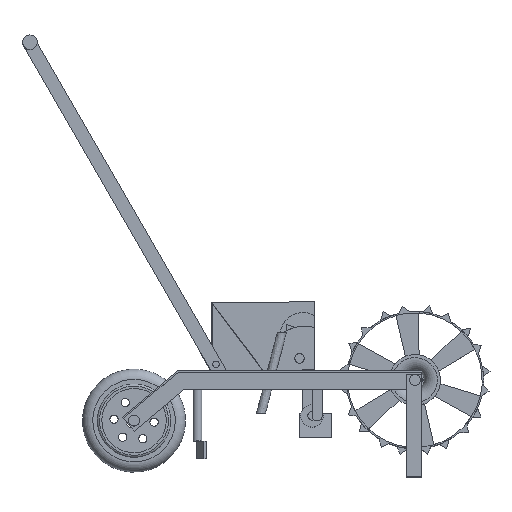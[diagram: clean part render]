
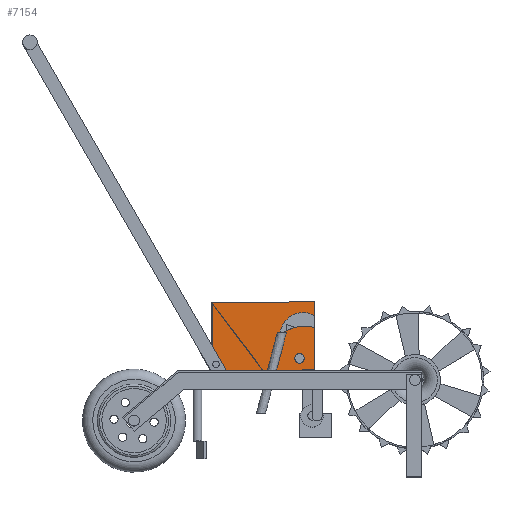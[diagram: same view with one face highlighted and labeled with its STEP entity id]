
A CAD part, top view. The second image highlights one B-rep face of the part: STEP entity #7154.
In plain terms, the highlighted planar face has unit normal (0, 0, 1).
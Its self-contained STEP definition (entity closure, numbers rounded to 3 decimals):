
#6805=CARTESIAN_POINT('',(119.06,-64.2,100.0));
#6806=VERTEX_POINT('',#6805);
#6807=CARTESIAN_POINT('',(105.25,-64.2,100.0));
#6808=DIRECTION('',(-0.0,-0.0,-1.0));
#6809=DIRECTION('',(-1.0,0.0,0.0));
#6810=AXIS2_PLACEMENT_3D('',#6807,#6808,#6809);
#6811=CIRCLE('',#6810,13.81);
#6812=EDGE_CURVE('n� 137',#6806,#6806,#6811,.T.);
#6964=CARTESIAN_POINT('',(58.256,10.533,100.0));
#6965=VERTEX_POINT('',#6964);
#6972=CARTESIAN_POINT('',(150.0,25.283,100.0));
#6973=VERTEX_POINT('',#6972);
#6974=CARTESIAN_POINT('',(119.061,-74.973,100.0));
#6975=DIRECTION('',(0.0,0.0,1.0));
#6976=DIRECTION('',(-0.295,-0.956,0.0));
#6977=AXIS2_PLACEMENT_3D('',#6974,#6975,#6976);
#6978=CIRCLE('',#6977,104.921);
#6979=EDGE_CURVE('n� 311',#6973,#6965,#6978,.T.);
#7005=CARTESIAN_POINT('',(150.0,59.751,100.0));
#7006=VERTEX_POINT('',#7005);
#7013=CARTESIAN_POINT('',(49.445,15.433,100.0));
#7014=VERTEX_POINT('',#7013);
#7015=CARTESIAN_POINT('',(115.74,1.249,100.0));
#7016=DIRECTION('',(-0.0,-0.0,-1.0));
#7017=DIRECTION('',(0.505,0.863,0.0));
#7018=AXIS2_PLACEMENT_3D('',#7015,#7016,#7017);
#7019=CIRCLE('',#7018,67.795);
#7020=EDGE_CURVE('n� 432',#7014,#7006,#7019,.T.);
#7037=CARTESIAN_POINT('',(56.191,17.192,100.0));
#7038=DIRECTION('',(-0.0,-0.0,-1.0));
#7039=DIRECTION('',(-0.968,-0.252,0.0));
#7040=AXIS2_PLACEMENT_3D('',#7037,#7038,#7039);
#7041=CIRCLE('',#7040,6.972);
#7042=EDGE_CURVE('n� 363',#6965,#7014,#7041,.T.);
#7055=ORIENTED_EDGE('n� 136',*,*,#6812,.T.);
#7056=EDGE_LOOP('',(#7055));
#7057=FACE_BOUND('',#7056,.T.);
#7058=ORIENTED_EDGE('n� 270',*,*,#6979,.T.);
#7059=ORIENTED_EDGE('n� 308',*,*,#7042,.T.);
#7060=ORIENTED_EDGE('n� 361',*,*,#7020,.T.);
#7061=CARTESIAN_POINT('',(150.0,100.0,100.0));
#7062=VERTEX_POINT('',#7061);
#7063=CARTESIAN_POINT('',(150.0,100.0,100.0));
#7064=DIRECTION('',(-0.0,1.0,0.0));
#7065=VECTOR('',#7064,1.0);
#7066=LINE('',#7063,#7065);
#7067=EDGE_CURVE('n� 518',#7006,#7062,#7066,.T.);
#7068=ORIENTED_EDGE('n� 431',*,*,#7067,.T.);
#7069=CARTESIAN_POINT('',(-150.0,100.0,100.0));
#7070=VERTEX_POINT('',#7069);
#7071=CARTESIAN_POINT('',(-150.0,100.0,100.0));
#7072=DIRECTION('',(-1.0,-0.0,0.0));
#7073=VECTOR('',#7072,1.0);
#7074=LINE('',#7071,#7073);
#7075=EDGE_CURVE('n� 603',#7062,#7070,#7074,.T.);
#7076=ORIENTED_EDGE('n� 517',*,*,#7075,.T.);
#7077=CARTESIAN_POINT('',(-150.0,-100.0,100.0));
#7078=VERTEX_POINT('',#7077);
#7079=CARTESIAN_POINT('',(-150.0,-100.0,100.0));
#7080=DIRECTION('',(0.0,-1.0,0.0));
#7081=VECTOR('',#7080,1.0);
#7082=LINE('',#7079,#7081);
#7083=EDGE_CURVE('n� 491',#7070,#7078,#7082,.T.);
#7084=ORIENTED_EDGE('n� 490',*,*,#7083,.T.);
#7085=CARTESIAN_POINT('',(17.824,-100.0,100.0));
#7086=VERTEX_POINT('',#7085);
#7087=CARTESIAN_POINT('',(150.0,-100.0,100.0));
#7088=DIRECTION('',(1.0,0.0,0.0));
#7089=VECTOR('',#7088,1.0);
#7090=LINE('',#7087,#7089);
#7091=EDGE_CURVE('n� 592',#7078,#7086,#7090,.T.);
#7092=ORIENTED_EDGE('n� 582',*,*,#7091,.T.);
#7093=CARTESIAN_POINT('',(46.476,10.203,100.0));
#7094=VERTEX_POINT('',#7093);
#7095=CARTESIAN_POINT('',(46.923,11.921,100.0));
#7096=DIRECTION('',(0.252,0.968,0.0));
#7097=VECTOR('',#7096,1.0);
#7098=LINE('',#7095,#7097);
#7099=EDGE_CURVE('n� 703',#7086,#7094,#7098,.T.);
#7100=ORIENTED_EDGE('n� 639',*,*,#7099,.T.);
#7101=CARTESIAN_POINT('',(48.657,10.203,100.0));
#7102=VERTEX_POINT('',#7101);
#7103=CARTESIAN_POINT('',(26.766,10.203,100.0));
#7104=DIRECTION('',(1.0,0.0,0.0));
#7105=VECTOR('',#7104,1.0);
#7106=LINE('',#7103,#7105);
#7107=EDGE_CURVE('n� 641',#7094,#7102,#7106,.T.);
#7108=ORIENTED_EDGE('n� 547',*,*,#7107,.T.);
#7109=CARTESIAN_POINT('',(58.407,10.203,100.0));
#7110=VERTEX_POINT('',#7109);
#7111=CARTESIAN_POINT('',(26.766,10.203,100.0));
#7112=DIRECTION('',(1.0,0.0,0.0));
#7113=VECTOR('',#7112,1.0);
#7114=LINE('',#7111,#7113);
#7115=EDGE_CURVE('n� 455',#7102,#7110,#7114,.T.);
#7116=ORIENTED_EDGE('n� 454',*,*,#7115,.T.);
#7117=CARTESIAN_POINT('',(60.588,10.203,100.0));
#7118=VERTEX_POINT('',#7117);
#7119=CARTESIAN_POINT('',(26.766,10.203,100.0));
#7120=DIRECTION('',(1.0,0.0,-0.0));
#7121=VECTOR('',#7120,1.0);
#7122=LINE('',#7119,#7121);
#7123=EDGE_CURVE('n� 609',#7110,#7118,#7122,.T.);
#7124=ORIENTED_EDGE('n� 522',*,*,#7123,.T.);
#7125=CARTESIAN_POINT('',(31.935,-100.0,100.0));
#7126=VERTEX_POINT('',#7125);
#7127=CARTESIAN_POINT('',(60.141,8.485,100.0));
#7128=DIRECTION('',(-0.252,-0.968,0.0));
#7129=VECTOR('',#7128,1.0);
#7130=LINE('',#7127,#7129);
#7131=EDGE_CURVE('n� 524',#7118,#7126,#7130,.T.);
#7132=ORIENTED_EDGE('n� 436',*,*,#7131,.T.);
#7133=CARTESIAN_POINT('',(150.0,-100.0,100.0));
#7134=VERTEX_POINT('',#7133);
#7135=CARTESIAN_POINT('',(150.0,-100.0,100.0));
#7136=DIRECTION('',(1.0,0.0,0.0));
#7137=VECTOR('',#7136,1.0);
#7138=LINE('',#7135,#7137);
#7139=EDGE_CURVE('n� 438',#7126,#7134,#7138,.T.);
#7140=ORIENTED_EDGE('n� 364',*,*,#7139,.T.);
#7141=CARTESIAN_POINT('',(150.0,100.0,100.0));
#7142=DIRECTION('',(-0.0,1.0,0.0));
#7143=VECTOR('',#7142,1.0);
#7144=LINE('',#7141,#7143);
#7145=EDGE_CURVE('n� 366',#7134,#6973,#7144,.T.);
#7146=ORIENTED_EDGE('n� 309',*,*,#7145,.T.);
#7147=EDGE_LOOP('',(
    #7058,#7059,#7060,#7068,#7076,#7084,#7092,#7100,#7108,#7116,
    #7124,#7132,#7140,#7146));
#7148=FACE_OUTER_BOUND('',#7147,.T.);
#7149=CARTESIAN_POINT('',(0.0,0.0,100.0));
#7150=DIRECTION('',(0.0,0.0,1.0));
#7151=DIRECTION('',(1.0,0.0,0.0));
#7152=AXIS2_PLACEMENT_3D('',#7149,#7150,#7151);
#7153=PLANE('',#7152);
#7154=ADVANCED_FACE('n� 236',(#7057,#7148),#7153,.T.);
